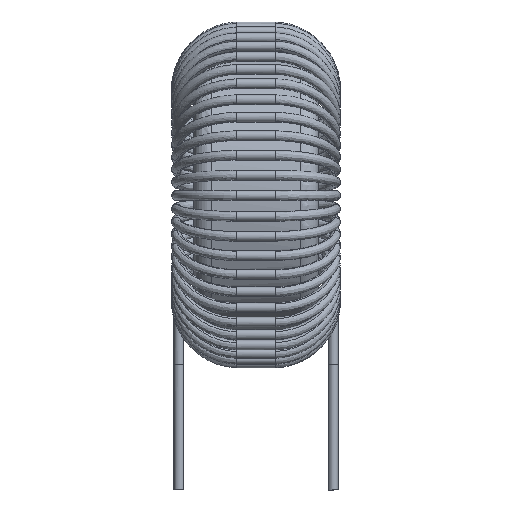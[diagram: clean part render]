
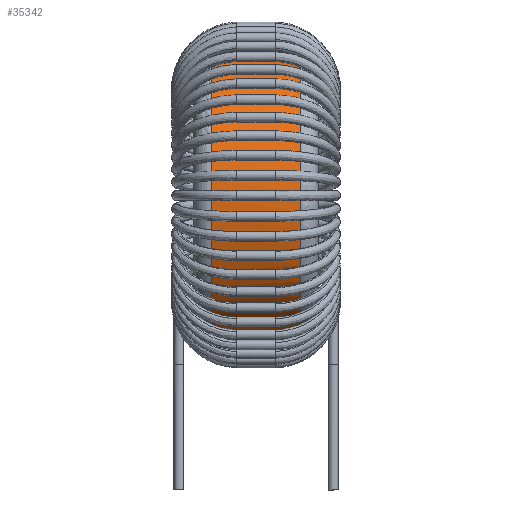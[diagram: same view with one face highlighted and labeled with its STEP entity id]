
A CAD part, left-side view. The second image highlights one B-rep face of the part: STEP entity #35342.
In plain terms, the highlighted cylindrical face has radius 13.45 mm (diameter 26.9 mm), a partial arc.
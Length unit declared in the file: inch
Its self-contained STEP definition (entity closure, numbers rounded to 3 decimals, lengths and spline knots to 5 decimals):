
#4526=B_SPLINE_CURVE_WITH_KNOTS('',3,(#75989,#75990,#75991,#75992),
 .UNSPECIFIED.,.F.,.F.,(4,4),(0.,1.),.UNSPECIFIED.);
#4527=B_SPLINE_CURVE_WITH_KNOTS('',3,(#75995,#75996,#75997,#75998,#75999,
#76000,#76001,#76002,#76003,#76004,#76005),.UNSPECIFIED.,.F.,.F.,(4,1,1,
1,1,1,1,1,4),(0.,0.125,0.25,0.375,0.5,0.625,0.75,0.875,1.),
 .UNSPECIFIED.);
#4528=B_SPLINE_CURVE_WITH_KNOTS('',3,(#76007,#76008,#76009,#76010),
 .UNSPECIFIED.,.F.,.F.,(4,4),(0.,1.),.UNSPECIFIED.);
#4529=B_SPLINE_CURVE_WITH_KNOTS('',3,(#76012,#76013,#76014,#76015,#76016,
#76017,#76018,#76019,#76020,#76021,#76022),.UNSPECIFIED.,.F.,.F.,(4,1,1,
1,1,1,1,1,4),(0.,0.125,0.25,0.375,0.5,0.625,0.75,0.875,1.),
 .UNSPECIFIED.);
#11400=ORIENTED_EDGE('',*,*,#17994,.T.);
#11401=ORIENTED_EDGE('',*,*,#17995,.F.);
#11402=ORIENTED_EDGE('',*,*,#17996,.T.);
#11403=ORIENTED_EDGE('',*,*,#17997,.F.);
#17994=EDGE_CURVE('',#24144,#24145,#4526,.T.);
#17995=EDGE_CURVE('',#24146,#24145,#4527,.F.);
#17996=EDGE_CURVE('',#24146,#24147,#4528,.T.);
#17997=EDGE_CURVE('',#24144,#24147,#4529,.F.);
#24144=VERTEX_POINT('',#75993);
#24145=VERTEX_POINT('',#75994);
#24146=VERTEX_POINT('',#76006);
#24147=VERTEX_POINT('',#76011);
#28654=EDGE_LOOP('',(#11400,#11401,#11402,#11403));
#29739=FACE_BOUND('',#28654,.T.);
#30530=CYLINDRICAL_SURFACE('',#36389,0.52953);
#35342=ADVANCED_FACE('',(#29739),#30530,.T.);
#36389=AXIS2_PLACEMENT_3D('',#75988,#37678,#37679);
#37678=DIRECTION('',(0.,-1.,0.));
#37679=DIRECTION('',(0.,0.,1.));
#75988=CARTESIAN_POINT('',(0.70259,1.55692,1.32034));
#75989=CARTESIAN_POINT('',(0.70259,0.53383,1.84987));
#75990=CARTESIAN_POINT('',(0.70259,0.63783,1.84987));
#75991=CARTESIAN_POINT('',(0.70259,0.74184,1.84987));
#75992=CARTESIAN_POINT('',(0.70259,0.84584,1.84987));
#75993=CARTESIAN_POINT('',(0.70259,0.53383,1.84987));
#75994=CARTESIAN_POINT('',(0.70259,0.84584,1.84987));
#75995=CARTESIAN_POINT('',(0.70259,0.84584,1.84987));
#75996=CARTESIAN_POINT('',(0.63327,0.84584,1.84987));
#75997=CARTESIAN_POINT('',(0.49468,0.84584,1.8223));
#75998=CARTESIAN_POINT('',(0.31841,0.84584,1.70452));
#75999=CARTESIAN_POINT('',(0.20063,0.84584,1.52826));
#76000=CARTESIAN_POINT('',(0.15928,0.84584,1.32034));
#76001=CARTESIAN_POINT('',(0.20063,0.84584,1.11242));
#76002=CARTESIAN_POINT('',(0.31841,0.84584,0.93616));
#76003=CARTESIAN_POINT('',(0.49468,0.84584,0.81839));
#76004=CARTESIAN_POINT('',(0.63327,0.84584,0.79081));
#76005=CARTESIAN_POINT('',(0.70259,0.84584,0.79081));
#76006=CARTESIAN_POINT('',(0.70259,0.84584,0.79081));
#76007=CARTESIAN_POINT('',(0.70259,0.84584,0.79081));
#76008=CARTESIAN_POINT('',(0.70259,0.74184,0.79081));
#76009=CARTESIAN_POINT('',(0.70259,0.63783,0.79081));
#76010=CARTESIAN_POINT('',(0.70259,0.53383,0.79081));
#76011=CARTESIAN_POINT('',(0.70259,0.53383,0.79081));
#76012=CARTESIAN_POINT('',(0.70259,0.53383,0.79081));
#76013=CARTESIAN_POINT('',(0.63327,0.53383,0.79081));
#76014=CARTESIAN_POINT('',(0.49468,0.53383,0.81839));
#76015=CARTESIAN_POINT('',(0.31841,0.53383,0.93616));
#76016=CARTESIAN_POINT('',(0.20063,0.53383,1.11242));
#76017=CARTESIAN_POINT('',(0.15928,0.53383,1.32034));
#76018=CARTESIAN_POINT('',(0.20063,0.53383,1.52826));
#76019=CARTESIAN_POINT('',(0.31841,0.53383,1.70452));
#76020=CARTESIAN_POINT('',(0.49468,0.53383,1.8223));
#76021=CARTESIAN_POINT('',(0.63327,0.53383,1.84987));
#76022=CARTESIAN_POINT('',(0.70259,0.53383,1.84987));
